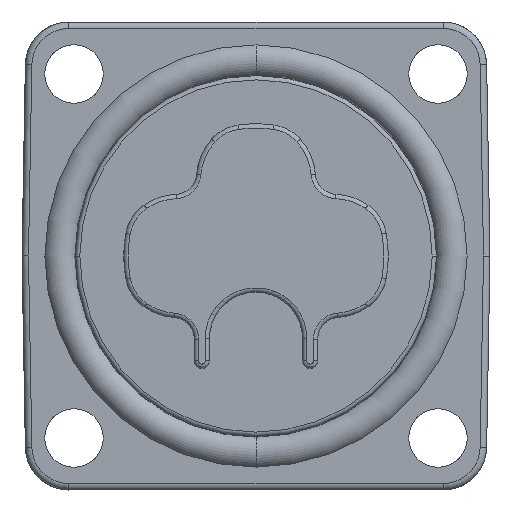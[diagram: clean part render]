
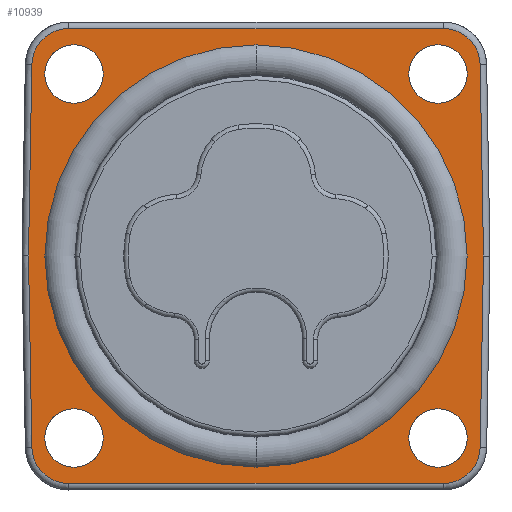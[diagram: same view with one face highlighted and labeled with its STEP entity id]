
A CAD part, front view. The second image highlights one B-rep face of the part: STEP entity #10939.
In plain terms, the highlighted planar face has unit normal (0, -1, 0).
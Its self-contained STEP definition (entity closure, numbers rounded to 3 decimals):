
#1=DIRECTION('',(-0.017,0.,-1.));
#2=VECTOR('',#1,8.831);
#3=CARTESIAN_POINT('',(10.5,0.,0.));
#4=LINE('',#3,#2);
#5=CARTESIAN_POINT('',(8.646,0.,-8.8));
#6=DIRECTION('',(0.,1.,0.));
#7=DIRECTION('',(1.,0.,-0.017));
#8=AXIS2_PLACEMENT_3D('',#5,#6,#7);
#10=CARTESIAN_POINT('',(-8.646,0.,-8.8));
#11=DIRECTION('',(0.,1.,0.));
#12=DIRECTION('',(0.,0.,-1.));
#13=AXIS2_PLACEMENT_3D('',#10,#11,#12);
#15=DIRECTION('',(-0.017,0.,1.));
#16=VECTOR('',#15,8.831);
#17=CARTESIAN_POINT('',(-10.346,0.,-8.83));
#18=LINE('',#17,#16);
#19=DIRECTION('',(0.017,0.,1.));
#20=VECTOR('',#19,8.831);
#21=CARTESIAN_POINT('',(-10.5,0.,0.));
#22=LINE('',#21,#20);
#23=CARTESIAN_POINT('',(-8.646,0.,8.8));
#24=DIRECTION('',(0.,1.,0.));
#25=DIRECTION('',(-1.,0.,0.017));
#26=AXIS2_PLACEMENT_3D('',#23,#24,#25);
#28=CARTESIAN_POINT('',(8.646,0.,8.8));
#29=DIRECTION('',(0.,1.,0.));
#30=DIRECTION('',(0.,0.,1.));
#31=AXIS2_PLACEMENT_3D('',#28,#29,#30);
#33=DIRECTION('',(0.017,0.,-1.));
#34=VECTOR('',#33,8.831);
#35=CARTESIAN_POINT('',(10.346,0.,8.83));
#36=LINE('',#35,#34);
#37=CARTESIAN_POINT('',(0.,0.,0.));
#38=DIRECTION('',(0.,-1.,0.));
#39=DIRECTION('',(0.,0.,1.));
#40=AXIS2_PLACEMENT_3D('',#37,#38,#39);
#42=CARTESIAN_POINT('',(0.,0.,0.));
#43=DIRECTION('',(0.,-1.,0.));
#44=DIRECTION('',(0.,0.,-1.));
#45=AXIS2_PLACEMENT_3D('',#42,#43,#44);
#47=CARTESIAN_POINT('',(-8.4,0.,-8.4));
#48=DIRECTION('',(0.,-1.,0.));
#49=DIRECTION('',(-1.,0.,0.));
#50=AXIS2_PLACEMENT_3D('',#47,#48,#49);
#52=CARTESIAN_POINT('',(-8.4,0.,-8.4));
#53=DIRECTION('',(0.,-1.,0.));
#54=DIRECTION('',(1.,0.,0.));
#55=AXIS2_PLACEMENT_3D('',#52,#53,#54);
#57=CARTESIAN_POINT('',(8.4,0.,-8.4));
#58=DIRECTION('',(0.,-1.,0.));
#59=DIRECTION('',(-1.,0.,0.));
#60=AXIS2_PLACEMENT_3D('',#57,#58,#59);
#62=CARTESIAN_POINT('',(8.4,0.,-8.4));
#63=DIRECTION('',(0.,-1.,0.));
#64=DIRECTION('',(1.,0.,0.));
#65=AXIS2_PLACEMENT_3D('',#62,#63,#64);
#67=CARTESIAN_POINT('',(-8.4,0.,8.4));
#68=DIRECTION('',(0.,-1.,0.));
#69=DIRECTION('',(-1.,0.,0.));
#70=AXIS2_PLACEMENT_3D('',#67,#68,#69);
#72=CARTESIAN_POINT('',(-8.4,0.,8.4));
#73=DIRECTION('',(0.,-1.,0.));
#74=DIRECTION('',(1.,0.,0.));
#75=AXIS2_PLACEMENT_3D('',#72,#73,#74);
#77=CARTESIAN_POINT('',(8.4,0.,8.4));
#78=DIRECTION('',(0.,-1.,0.));
#79=DIRECTION('',(-1.,0.,0.));
#80=AXIS2_PLACEMENT_3D('',#77,#78,#79);
#82=CARTESIAN_POINT('',(8.4,0.,8.4));
#83=DIRECTION('',(0.,-1.,0.));
#84=DIRECTION('',(1.,0.,0.));
#85=AXIS2_PLACEMENT_3D('',#82,#83,#84);
#608=DIRECTION('',(-1.,0.,0.));
#609=VECTOR('',#608,17.292);
#610=CARTESIAN_POINT('',(8.646,0.,10.5));
#611=LINE('',#610,#609);
#1257=DIRECTION('',(1.,0.,0.));
#1258=VECTOR('',#1257,17.292);
#1259=CARTESIAN_POINT('',(-8.646,0.,-10.5));
#1260=LINE('',#1259,#1258);
#8941=CARTESIAN_POINT('',(10.5,0.,0.));
#8942=CARTESIAN_POINT('',(10.346,0.,-8.83));
#8943=VERTEX_POINT('',#8941);
#8944=VERTEX_POINT('',#8942);
#8945=CARTESIAN_POINT('',(8.646,0.,-10.5));
#8946=VERTEX_POINT('',#8945);
#8947=CARTESIAN_POINT('',(-8.646,0.,-10.5));
#8948=VERTEX_POINT('',#8947);
#8949=CARTESIAN_POINT('',(-10.346,0.,-8.83));
#8950=VERTEX_POINT('',#8949);
#8951=CARTESIAN_POINT('',(-10.5,0.,0.));
#8952=VERTEX_POINT('',#8951);
#8953=CARTESIAN_POINT('',(-10.346,0.,8.83));
#8954=VERTEX_POINT('',#8953);
#8955=CARTESIAN_POINT('',(-8.646,0.,10.5));
#8956=VERTEX_POINT('',#8955);
#8957=CARTESIAN_POINT('',(8.646,0.,10.5));
#8958=VERTEX_POINT('',#8957);
#8959=CARTESIAN_POINT('',(10.346,0.,8.83));
#8960=VERTEX_POINT('',#8959);
#8961=CARTESIAN_POINT('',(0.,0.,9.743));
#8962=CARTESIAN_POINT('',(0.,0.,-9.743));
#8963=VERTEX_POINT('',#8961);
#8964=VERTEX_POINT('',#8962);
#8965=CARTESIAN_POINT('',(-9.75,0.,-8.4));
#8966=CARTESIAN_POINT('',(-7.05,0.,-8.4));
#8967=VERTEX_POINT('',#8965);
#8968=VERTEX_POINT('',#8966);
#8969=CARTESIAN_POINT('',(7.05,0.,-8.4));
#8970=CARTESIAN_POINT('',(9.75,0.,-8.4));
#8971=VERTEX_POINT('',#8969);
#8972=VERTEX_POINT('',#8970);
#8973=CARTESIAN_POINT('',(-9.75,0.,8.4));
#8974=CARTESIAN_POINT('',(-7.05,0.,8.4));
#8975=VERTEX_POINT('',#8973);
#8976=VERTEX_POINT('',#8974);
#8977=CARTESIAN_POINT('',(7.05,0.,8.4));
#8978=CARTESIAN_POINT('',(9.75,0.,8.4));
#8979=VERTEX_POINT('',#8977);
#8980=VERTEX_POINT('',#8978);
#10882=CARTESIAN_POINT('',(0.,0.,0.));
#10883=DIRECTION('',(0.,1.,0.));
#10884=DIRECTION('',(1.,0.,0.));
#10885=AXIS2_PLACEMENT_3D('',#10882,#10883,#10884);
#10886=PLANE('',#10885);
#10888=ORIENTED_EDGE('',*,*,#10887,.T.);
#10890=ORIENTED_EDGE('',*,*,#10889,.T.);
#10892=ORIENTED_EDGE('',*,*,#10891,.F.);
#10894=ORIENTED_EDGE('',*,*,#10893,.T.);
#10896=ORIENTED_EDGE('',*,*,#10895,.T.);
#10898=ORIENTED_EDGE('',*,*,#10897,.T.);
#10900=ORIENTED_EDGE('',*,*,#10899,.T.);
#10902=ORIENTED_EDGE('',*,*,#10901,.F.);
#10904=ORIENTED_EDGE('',*,*,#10903,.T.);
#10906=ORIENTED_EDGE('',*,*,#10905,.T.);
#10907=EDGE_LOOP('',(#10888,#10890,#10892,#10894,#10896,#10898,#10900,#10902,
#10904,#10906));
#10908=FACE_OUTER_BOUND('',#10907,.F.);
#10910=ORIENTED_EDGE('',*,*,#10909,.T.);
#10912=ORIENTED_EDGE('',*,*,#10911,.T.);
#10913=EDGE_LOOP('',(#10910,#10912));
#10914=FACE_BOUND('',#10913,.F.);
#10916=ORIENTED_EDGE('',*,*,#10915,.T.);
#10918=ORIENTED_EDGE('',*,*,#10917,.T.);
#10919=EDGE_LOOP('',(#10916,#10918));
#10920=FACE_BOUND('',#10919,.F.);
#10922=ORIENTED_EDGE('',*,*,#10921,.T.);
#10924=ORIENTED_EDGE('',*,*,#10923,.T.);
#10925=EDGE_LOOP('',(#10922,#10924));
#10926=FACE_BOUND('',#10925,.F.);
#10928=ORIENTED_EDGE('',*,*,#10927,.T.);
#10930=ORIENTED_EDGE('',*,*,#10929,.T.);
#10931=EDGE_LOOP('',(#10928,#10930));
#10932=FACE_BOUND('',#10931,.F.);
#10934=ORIENTED_EDGE('',*,*,#10933,.T.);
#10936=ORIENTED_EDGE('',*,*,#10935,.T.);
#10937=EDGE_LOOP('',(#10934,#10936));
#10938=FACE_BOUND('',#10937,.F.);
#10939=ADVANCED_FACE('',(#10908,#10914,#10920,#10926,#10932,#10938),#10886,.F.);
#9=CIRCLE('',#8,1.7);
#14=CIRCLE('',#13,1.7);
#27=CIRCLE('',#26,1.7);
#32=CIRCLE('',#31,1.7);
#41=CIRCLE('',#40,9.743);
#46=CIRCLE('',#45,9.743);
#51=CIRCLE('',#50,1.35);
#56=CIRCLE('',#55,1.35);
#61=CIRCLE('',#60,1.35);
#66=CIRCLE('',#65,1.35);
#71=CIRCLE('',#70,1.35);
#76=CIRCLE('',#75,1.35);
#81=CIRCLE('',#80,1.35);
#86=CIRCLE('',#85,1.35);
#10887=EDGE_CURVE('',#8943,#8944,#4,.T.);
#10889=EDGE_CURVE('',#8944,#8946,#9,.T.);
#10891=EDGE_CURVE('',#8948,#8946,#1260,.T.);
#10893=EDGE_CURVE('',#8948,#8950,#14,.T.);
#10895=EDGE_CURVE('',#8950,#8952,#18,.T.);
#10897=EDGE_CURVE('',#8952,#8954,#22,.T.);
#10899=EDGE_CURVE('',#8954,#8956,#27,.T.);
#10901=EDGE_CURVE('',#8958,#8956,#611,.T.);
#10903=EDGE_CURVE('',#8958,#8960,#32,.T.);
#10905=EDGE_CURVE('',#8960,#8943,#36,.T.);
#10909=EDGE_CURVE('',#8963,#8964,#41,.T.);
#10911=EDGE_CURVE('',#8964,#8963,#46,.T.);
#10915=EDGE_CURVE('',#8967,#8968,#51,.T.);
#10917=EDGE_CURVE('',#8968,#8967,#56,.T.);
#10921=EDGE_CURVE('',#8971,#8972,#61,.T.);
#10923=EDGE_CURVE('',#8972,#8971,#66,.T.);
#10927=EDGE_CURVE('',#8975,#8976,#71,.T.);
#10929=EDGE_CURVE('',#8976,#8975,#76,.T.);
#10933=EDGE_CURVE('',#8979,#8980,#81,.T.);
#10935=EDGE_CURVE('',#8980,#8979,#86,.T.);
